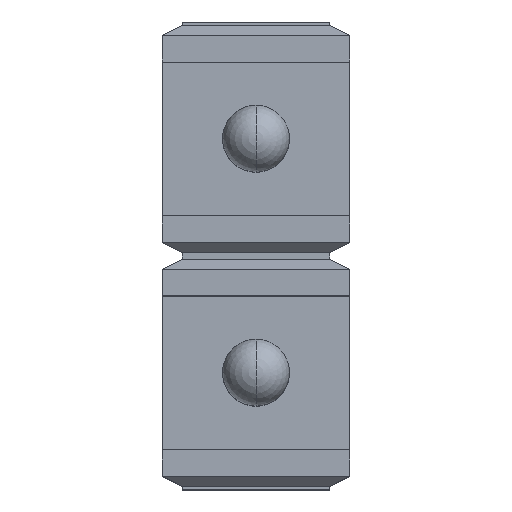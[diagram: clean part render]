
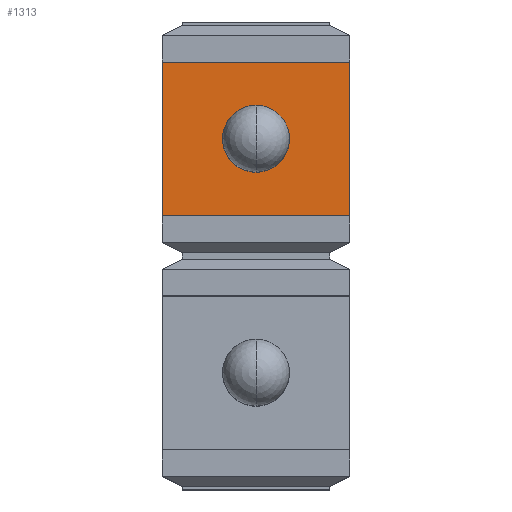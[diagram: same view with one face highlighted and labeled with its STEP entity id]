
A CAD part, top view. The second image highlights one B-rep face of the part: STEP entity #1313.
In plain terms, the highlighted planar face has unit normal (0, 0, 1).
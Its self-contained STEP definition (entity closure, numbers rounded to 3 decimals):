
#73=DIRECTION('',(0.,1.,0.));
#74=VECTOR('',#73,2.3);
#75=CARTESIAN_POINT('',(0.,-2.9,1.6));
#76=LINE('',#75,#74);
#181=DIRECTION('',(0.,1.,0.));
#182=VECTOR('',#181,2.3);
#183=CARTESIAN_POINT('',(2.8,-2.9,1.6));
#184=LINE('',#183,#182);
#361=DIRECTION('',(-1.,0.,0.));
#362=VECTOR('',#361,2.8);
#363=CARTESIAN_POINT('',(2.8,-0.6,1.6));
#364=LINE('',#363,#362);
#365=DIRECTION('',(-1.,0.,0.));
#366=VECTOR('',#365,2.8);
#367=CARTESIAN_POINT('',(2.8,-2.9,1.6));
#368=LINE('',#367,#366);
#369=CARTESIAN_POINT('',(1.4,-1.75,1.6));
#370=DIRECTION('',(0.,0.,1.));
#371=DIRECTION('',(0.,1.,0.));
#372=AXIS2_PLACEMENT_3D('',#369,#370,#371);
#374=CARTESIAN_POINT('',(1.4,-1.75,1.6));
#375=DIRECTION('',(0.,0.,1.));
#376=DIRECTION('',(0.,-1.,0.));
#377=AXIS2_PLACEMENT_3D('',#374,#375,#376);
#658=CARTESIAN_POINT('',(0.,-0.6,1.6));
#660=VERTEX_POINT('',#658);
#662=CARTESIAN_POINT('',(0.,-2.9,1.6));
#664=VERTEX_POINT('',#662);
#677=CARTESIAN_POINT('',(2.8,-0.6,1.6));
#678=VERTEX_POINT('',#677);
#679=CARTESIAN_POINT('',(2.8,-2.9,1.6));
#680=VERTEX_POINT('',#679);
#777=CARTESIAN_POINT('',(1.4,-1.25,1.6));
#778=CARTESIAN_POINT('',(1.4,-2.25,1.6));
#779=VERTEX_POINT('',#777);
#780=VERTEX_POINT('',#778);
#1295=CARTESIAN_POINT('',(2.8,-2.9,1.6));
#1296=DIRECTION('',(0.,0.,-1.));
#1297=DIRECTION('',(0.,1.,0.));
#1298=AXIS2_PLACEMENT_3D('',#1295,#1296,#1297);
#1299=PLANE('',#1298);
#1300=ORIENTED_EDGE('',*,*,#888,.T.);
#1301=ORIENTED_EDGE('',*,*,#1290,.F.);
#1302=ORIENTED_EDGE('',*,*,#1056,.F.);
#1304=ORIENTED_EDGE('',*,*,#1303,.T.);
#1305=EDGE_LOOP('',(#1300,#1301,#1302,#1304));
#1306=FACE_OUTER_BOUND('',#1305,.F.);
#1308=ORIENTED_EDGE('',*,*,#1307,.T.);
#1310=ORIENTED_EDGE('',*,*,#1309,.T.);
#1311=EDGE_LOOP('',(#1308,#1310));
#1312=FACE_BOUND('',#1311,.F.);
#1313=ADVANCED_FACE('',(#1306,#1312),#1299,.F.);
#373=CIRCLE('',#372,0.5);
#378=CIRCLE('',#377,0.5);
#888=EDGE_CURVE('',#664,#660,#76,.T.);
#1056=EDGE_CURVE('',#680,#678,#184,.T.);
#1290=EDGE_CURVE('',#678,#660,#364,.T.);
#1303=EDGE_CURVE('',#680,#664,#368,.T.);
#1307=EDGE_CURVE('',#779,#780,#373,.T.);
#1309=EDGE_CURVE('',#780,#779,#378,.T.);
